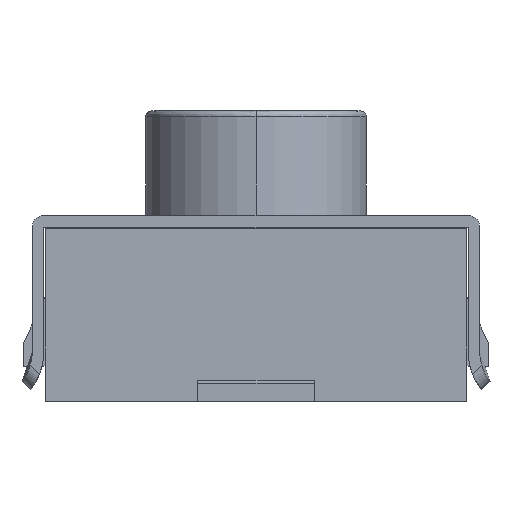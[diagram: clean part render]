
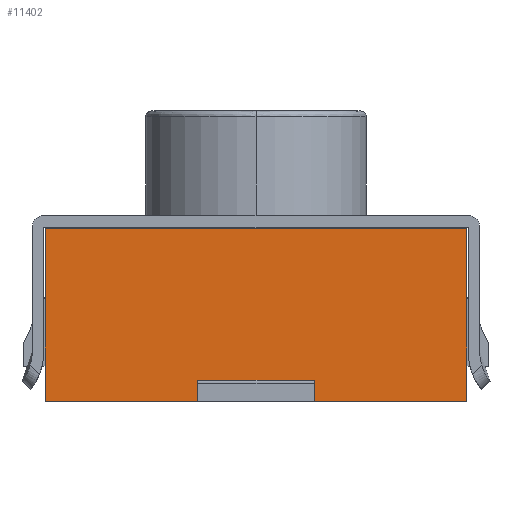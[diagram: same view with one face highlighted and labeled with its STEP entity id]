
A CAD part, left-side view. The second image highlights one B-rep face of the part: STEP entity #11402.
In plain terms, the highlighted free-form (B-spline) face has degree [1, 1] with [2, 2] control points.
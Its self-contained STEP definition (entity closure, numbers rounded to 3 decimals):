
#88 = LINE ( 'NONE', #1182, #7617 ) ;
#114 = CARTESIAN_POINT ( 'NONE',  ( -3.003, -1.818, 0.002 ) ) ;
#131 = ORIENTED_EDGE ( 'NONE', *, *, #4208, .F. ) ;
#137 = VERTEX_POINT ( 'NONE', #7548 ) ;
#199 = B_SPLINE_SURFACE_WITH_KNOTS ( 'NONE', 1, 1, ( 
 ( #10119, #353 ),
 ( #5951, #8781 ) ),
 .UNSPECIFIED., .F., .F., .F.,
 ( 2, 2 ),
 ( 2, 2 ),
 ( 0.08, 1.628 ),
 ( 0.037, 3.813 ),
 .UNSPECIFIED. ) ;
#289 = FACE_OUTER_BOUND ( 'NONE', #3706, .T. ) ;
#353 = CARTESIAN_POINT ( 'NONE',  ( -3.003, -1.891, 1.52 ) ) ;
#407 = ORIENTED_EDGE ( 'NONE', *, *, #10529, .F. ) ;
#784 = VECTOR ( 'NONE', #10844, 1000. ) ;
#801 = DIRECTION ( 'NONE',  ( 0., 0., 1. ) ) ;
#1063 = CARTESIAN_POINT ( 'NONE',  ( -3.003, -0.503, 0.018 ) ) ;
#1182 = CARTESIAN_POINT ( 'NONE',  ( -3.003, -0.503, 0.018 ) ) ;
#1585 = VECTOR ( 'NONE', #12227, 1000. ) ;
#1700 = CARTESIAN_POINT ( 'NONE',  ( -3.003, 0.497, 0.185 ) ) ;
#1727 = CARTESIAN_POINT ( 'NONE',  ( -3.003, 1.812, 0.002 ) ) ;
#1832 = EDGE_CURVE ( 'NONE', #3052, #8175, #7719, .T. ) ;
#1845 = VERTEX_POINT ( 'NONE', #9843 ) ;
#2844 = DIRECTION ( 'NONE',  ( 0., 1., 0. ) ) ;
#2994 = FACE_BOUND ( 'NONE', #10991, .T. ) ;
#3003 = LINE ( 'NONE', #114, #784 ) ;
#3052 = VERTEX_POINT ( 'NONE', #5164 ) ;
#3117 = EDGE_CURVE ( 'NONE', #3259, #9869, #6307, .T. ) ;
#3259 = VERTEX_POINT ( 'NONE', #10175 ) ;
#3417 = CARTESIAN_POINT ( 'NONE',  ( -3.003, 0.497, 0.018 ) ) ;
#3689 = LINE ( 'NONE', #6701, #12156 ) ;
#3706 = EDGE_LOOP ( 'NONE', ( #5304, #8251, #407, #8958 ) ) ;
#4094 = EDGE_CURVE ( 'NONE', #3259, #4582, #3689, .T. ) ;
#4167 = EDGE_CURVE ( 'NONE', #4582, #137, #10756, .T. ) ;
#4208 = EDGE_CURVE ( 'NONE', #9869, #137, #88, .T. ) ;
#4582 = VERTEX_POINT ( 'NONE', #9469 ) ;
#4622 = LINE ( 'NONE', #1727, #4925 ) ;
#4925 = VECTOR ( 'NONE', #6545, 1000. ) ;
#5164 = CARTESIAN_POINT ( 'NONE',  ( -3.003, -1.818, 1.49 ) ) ;
#5304 = ORIENTED_EDGE ( 'NONE', *, *, #8434, .T. ) ;
#5588 = VERTEX_POINT ( 'NONE', #6393 ) ;
#5672 = DIRECTION ( 'NONE',  ( 0., 0., 1. ) ) ;
#5734 = LINE ( 'NONE', #10803, #9471 ) ;
#5951 = CARTESIAN_POINT ( 'NONE',  ( -3.003, 1.884, -0.028 ) ) ;
#6307 = LINE ( 'NONE', #3417, #1585 ) ;
#6393 = CARTESIAN_POINT ( 'NONE',  ( -3.003, -1.818, 0.002 ) ) ;
#6545 = DIRECTION ( 'NONE',  ( 0., -1., 0. ) ) ;
#6701 = CARTESIAN_POINT ( 'NONE',  ( -3.003, 0.497, 0.018 ) ) ;
#7057 = ORIENTED_EDGE ( 'NONE', *, *, #4094, .T. ) ;
#7548 = CARTESIAN_POINT ( 'NONE',  ( -3.003, -0.503, 0.185 ) ) ;
#7617 = VECTOR ( 'NONE', #8825, 1000. ) ;
#7719 = LINE ( 'NONE', #11649, #8893 ) ;
#8175 = VERTEX_POINT ( 'NONE', #10994 ) ;
#8251 = ORIENTED_EDGE ( 'NONE', *, *, #1832, .T. ) ;
#8350 = ORIENTED_EDGE ( 'NONE', *, *, #3117, .F. ) ;
#8434 = EDGE_CURVE ( 'NONE', #5588, #3052, #3003, .T. ) ;
#8781 = CARTESIAN_POINT ( 'NONE',  ( -3.003, -1.891, -0.028 ) ) ;
#8825 = DIRECTION ( 'NONE',  ( 0., 0., 1. ) ) ;
#8876 = ORIENTED_EDGE ( 'NONE', *, *, #4167, .T. ) ;
#8889 = DIRECTION ( 'NONE',  ( 0., -1., 0. ) ) ;
#8893 = VECTOR ( 'NONE', #2844, 1000. ) ;
#8958 = ORIENTED_EDGE ( 'NONE', *, *, #12374, .T. ) ;
#9469 = CARTESIAN_POINT ( 'NONE',  ( -3.003, 0.497, 0.185 ) ) ;
#9471 = VECTOR ( 'NONE', #5672, 1000. ) ;
#9483 = VECTOR ( 'NONE', #8889, 1000. ) ;
#9843 = CARTESIAN_POINT ( 'NONE',  ( -3.003, 1.812, 0.002 ) ) ;
#9869 = VERTEX_POINT ( 'NONE', #1063 ) ;
#10119 = CARTESIAN_POINT ( 'NONE',  ( -3.003, 1.884, 1.52 ) ) ;
#10175 = CARTESIAN_POINT ( 'NONE',  ( -3.003, 0.497, 0.018 ) ) ;
#10529 = EDGE_CURVE ( 'NONE', #1845, #8175, #5734, .T. ) ;
#10756 = LINE ( 'NONE', #1700, #9483 ) ;
#10803 = CARTESIAN_POINT ( 'NONE',  ( -3.003, 1.812, 0.002 ) ) ;
#10844 = DIRECTION ( 'NONE',  ( 0., 0., 1. ) ) ;
#10991 = EDGE_LOOP ( 'NONE', ( #7057, #8876, #131, #8350 ) ) ;
#10994 = CARTESIAN_POINT ( 'NONE',  ( -3.003, 1.812, 1.49 ) ) ;
#11402 = ADVANCED_FACE ( 'NONE', ( #289, #2994 ), #199, .T. ) ;
#11649 = CARTESIAN_POINT ( 'NONE',  ( -3.003, -1.818, 1.49 ) ) ;
#12156 = VECTOR ( 'NONE', #801, 1000. ) ;
#12227 = DIRECTION ( 'NONE',  ( 0., -1., 0. ) ) ;
#12374 = EDGE_CURVE ( 'NONE', #1845, #5588, #4622, .T. ) ;
